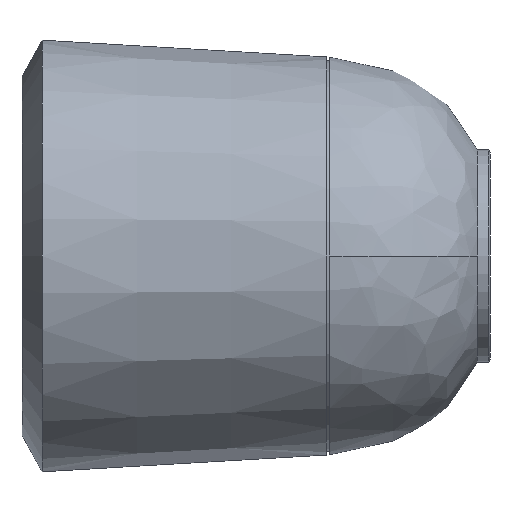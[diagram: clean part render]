
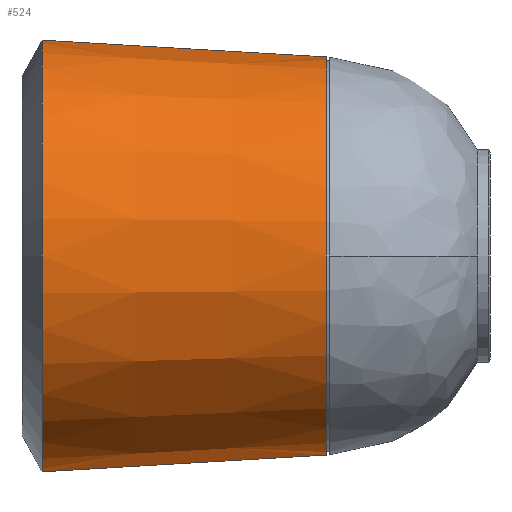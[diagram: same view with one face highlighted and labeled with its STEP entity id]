
A CAD part, left-side view. The second image highlights one B-rep face of the part: STEP entity #524.
In plain terms, the highlighted conical face has half-angle 3.37 degrees and reference radius 297.709 mm.
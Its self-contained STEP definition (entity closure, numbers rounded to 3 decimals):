
#14 = DIRECTION ( 'NONE',  ( 0., 0., 1. ) ) ;
#32 = VECTOR ( 'NONE', #367, 1000. ) ;
#38 = VERTEX_POINT ( 'NONE', #410 ) ;
#61 = DIRECTION ( 'NONE',  ( 0., 1., 0. ) ) ;
#112 = ORIENTED_EDGE ( 'NONE', *, *, #288, .F. ) ;
#117 = VERTEX_POINT ( 'NONE', #638 ) ;
#120 = DIRECTION ( 'NONE',  ( 0., 0., 1. ) ) ;
#129 = EDGE_CURVE ( 'NONE', #117, #612, #465, .T. ) ;
#141 = ORIENTED_EDGE ( 'NONE', *, *, #507, .T. ) ;
#154 = CARTESIAN_POINT ( 'NONE',  ( 0., 245., 297.709 ) ) ;
#166 = DIRECTION ( 'NONE',  ( 0., 1., 0. ) ) ;
#168 = DIRECTION ( 'NONE',  ( 0., 1., 0. ) ) ;
#202 = AXIS2_PLACEMENT_3D ( 'NONE', #645, #166, #14 ) ;
#208 = CIRCLE ( 'NONE', #336, 297.709 ) ;
#223 = LINE ( 'NONE', #547, #567 ) ;
#281 = CARTESIAN_POINT ( 'NONE',  ( 0., 245., 0. ) ) ;
#288 = EDGE_CURVE ( 'NONE', #38, #117, #223, .T. ) ;
#325 = EDGE_LOOP ( 'NONE', ( #112, #434, #141, #489 ) ) ;
#336 = AXIS2_PLACEMENT_3D ( 'NONE', #281, #168, #488 ) ;
#364 = LINE ( 'NONE', #154, #32 ) ;
#367 = DIRECTION ( 'NONE',  ( 0., 0.998, 0.059 ) ) ;
#410 = CARTESIAN_POINT ( 'NONE',  ( 0., 245., -297.709 ) ) ;
#433 = FACE_OUTER_BOUND ( 'NONE', #325, .T. ) ;
#434 = ORIENTED_EDGE ( 'NONE', *, *, #605, .T. ) ;
#465 = CIRCLE ( 'NONE', #202, 322.736 ) ;
#486 = DIRECTION ( 'NONE',  ( 0., 0.998, -0.059 ) ) ;
#488 = DIRECTION ( 'NONE',  ( 0., 0., 1. ) ) ;
#489 = ORIENTED_EDGE ( 'NONE', *, *, #129, .F. ) ;
#507 = EDGE_CURVE ( 'NONE', #661, #612, #364, .T. ) ;
#524 = ADVANCED_FACE ( 'NONE', ( #433 ), #653, .T. ) ;
#539 = AXIS2_PLACEMENT_3D ( 'NONE', #654, #61, #120 ) ;
#547 = CARTESIAN_POINT ( 'NONE',  ( 0., 245., -297.709 ) ) ;
#567 = VECTOR ( 'NONE', #486, 1000. ) ;
#604 = CARTESIAN_POINT ( 'NONE',  ( 0., 670., 322.736 ) ) ;
#605 = EDGE_CURVE ( 'NONE', #38, #661, #208, .T. ) ;
#612 = VERTEX_POINT ( 'NONE', #604 ) ;
#615 = CARTESIAN_POINT ( 'NONE',  ( 0., 245., 297.709 ) ) ;
#638 = CARTESIAN_POINT ( 'NONE',  ( 0., 670., -322.736 ) ) ;
#645 = CARTESIAN_POINT ( 'NONE',  ( 0., 670., 0. ) ) ;
#653 = CONICAL_SURFACE ( 'NONE', #539, 297.709, 0.059 ) ;
#654 = CARTESIAN_POINT ( 'NONE',  ( 0., 245., 0. ) ) ;
#661 = VERTEX_POINT ( 'NONE', #615 ) ;
